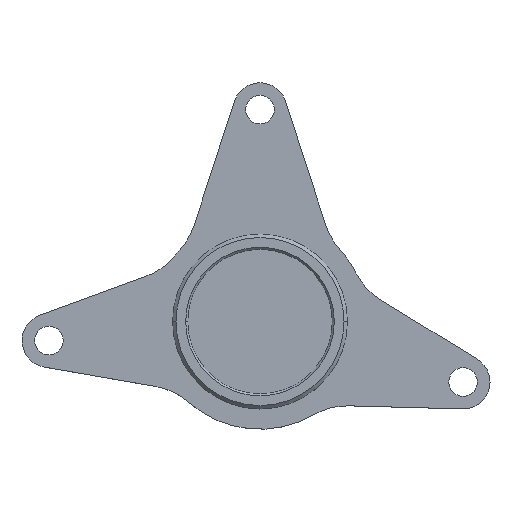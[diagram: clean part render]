
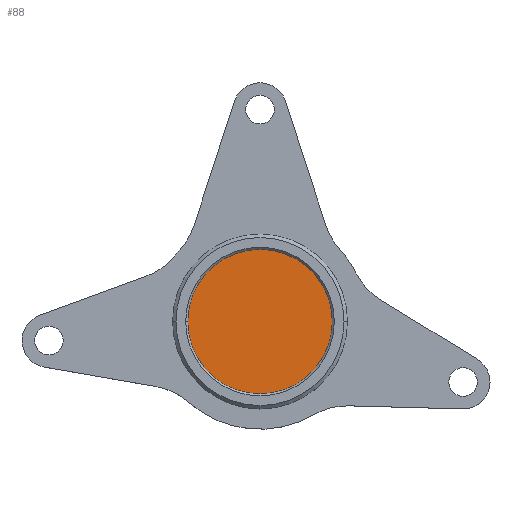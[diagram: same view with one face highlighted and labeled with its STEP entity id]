
A CAD part, top view. The second image highlights one B-rep face of the part: STEP entity #88.
In plain terms, the highlighted planar face has unit normal (0, 0, 1).
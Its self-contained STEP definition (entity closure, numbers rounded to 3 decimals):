
#88 = ADVANCED_FACE ( 'NONE', ( #923 ), #337, .F. ) ;
#105 = DIRECTION ( 'NONE',  ( 0., 0., 1. ) ) ;
#249 = CARTESIAN_POINT ( 'NONE',  ( 0., 0., 0. ) ) ;
#337 = PLANE ( 'NONE',  #400 ) ;
#400 = AXIS2_PLACEMENT_3D ( 'NONE', #1486, #1332, #629 ) ;
#521 = CIRCLE ( 'NONE', #1829, 21.5 ) ;
#629 = DIRECTION ( 'NONE',  ( -1., 0., 0. ) ) ;
#674 = DIRECTION ( 'NONE',  ( 0., 0., 1. ) ) ;
#687 = ORIENTED_EDGE ( 'NONE', *, *, #1794, .T. ) ;
#811 = CIRCLE ( 'NONE', #1181, 21.5 ) ;
#923 = FACE_OUTER_BOUND ( 'NONE', #1109, .T. ) ;
#1101 = CARTESIAN_POINT ( 'NONE',  ( 21.5, 0., 0. ) ) ;
#1109 = EDGE_LOOP ( 'NONE', ( #1672, #687 ) ) ;
#1181 = AXIS2_PLACEMENT_3D ( 'NONE', #1843, #674, #1682 ) ;
#1332 = DIRECTION ( 'NONE',  ( 0., 0., -1. ) ) ;
#1486 = CARTESIAN_POINT ( 'NONE',  ( -34.407, -38.989, 0. ) ) ;
#1612 = VERTEX_POINT ( 'NONE', #1101 ) ;
#1668 = DIRECTION ( 'NONE',  ( 1., 0., 0. ) ) ;
#1672 = ORIENTED_EDGE ( 'NONE', *, *, #1848, .T. ) ;
#1682 = DIRECTION ( 'NONE',  ( 1., 0., 0. ) ) ;
#1727 = VERTEX_POINT ( 'NONE', #1796 ) ;
#1794 = EDGE_CURVE ( 'NONE', #1612, #1727, #521, .T. ) ;
#1796 = CARTESIAN_POINT ( 'NONE',  ( -21.5, 0., 0. ) ) ;
#1829 = AXIS2_PLACEMENT_3D ( 'NONE', #249, #105, #1668 ) ;
#1843 = CARTESIAN_POINT ( 'NONE',  ( 0., 0., 0. ) ) ;
#1848 = EDGE_CURVE ( 'NONE', #1727, #1612, #811, .T. ) ;
